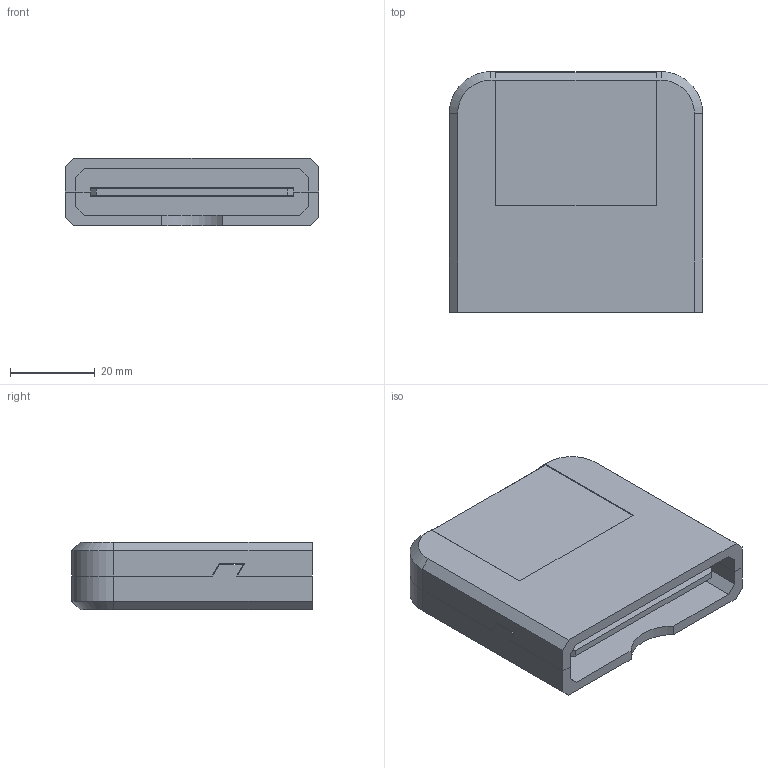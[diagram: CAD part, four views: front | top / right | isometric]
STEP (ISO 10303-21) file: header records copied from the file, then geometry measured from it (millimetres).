
FILE_DESCRIPTION(/* description */ (''),/* implementation_level */ '2;1');
FILE_NAME(/* name */ 'romcard2 v13.step',/* time_stamp */ '2022-07-22T01:15:58-04:00',/* author */ (''),/* organization */ (''),/* preprocessor_version */ 'ST-DEVELOPER v19',/* originating_system */ 'Autodesk Translation Framework v11.7.0.108',/* authorisation */ '');
FILE_SCHEMA (('AUTOMOTIVE_DESIGN { 1 0 10303 214 3 1 1 }'));
Length unit declared in the file: millimetre
Products named in the file (7): romcard2; PCB Component; Board; 28C64; User Library-DIP28 Wide_K_X_F6rper DIP28 Wide_1; User Library-DIP28 Wide_Pins Wide_1; 90751A110
Assembly tree (34 placements, depth 4):
  romcard2
    PCB Component
      Board
      28C64
        User Library-DIP28 Wide_K_X_F6rper DIP28 Wide_1
        User Library-DIP28 Wide_Pins Wide_1  x28
    90751A110  x2
Bounding box: 60 x 56.95 x 16 mm (x, y, z)
Volume: 32193.7 mm3; surface area: 26071.6 mm2
Topology: 34 solids, 34 shells, 2513 faces, 5585 edges, 2924 vertices
Faces by surface type: cylinder 1245, plane 568, sphere 448, torus 224, cone 24, bspline 4
Full cylindrical faces by diameter (mm): 0.813 x28, 2.545 x32, 2.8 x2, 3 x30, 3.4 x4, 5.5 x2, 6 x2
Entity records: 12539 total; most frequent: CARTESIAN_POINT 4939, DIRECTION 1522, ORIENTED_EDGE 1466, EDGE_CURVE 733, AXIS2_PLACEMENT_3D 538, VERTEX_POINT 455, LINE 446, VECTOR 446
